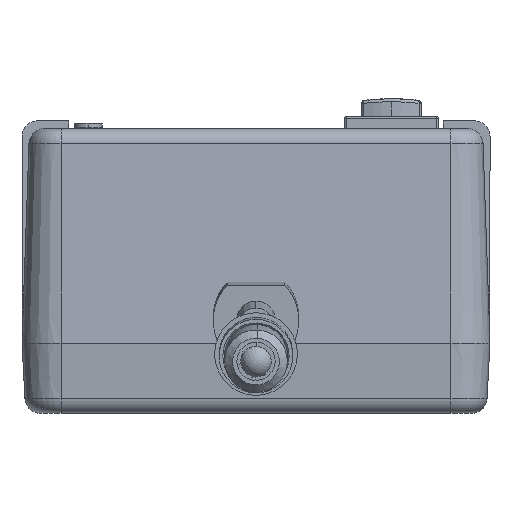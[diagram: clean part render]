
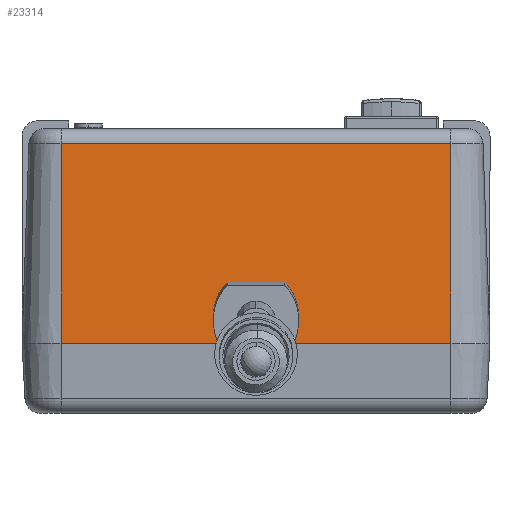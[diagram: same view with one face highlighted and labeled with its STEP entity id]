
A CAD part, left-side view. The second image highlights one B-rep face of the part: STEP entity #23314.
In plain terms, the highlighted planar face has unit normal (-0.999, 0, 0.035).
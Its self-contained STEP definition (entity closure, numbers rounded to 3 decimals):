
#8680 = CARTESIAN_POINT ( 'NONE',  ( -60.325, 31.745, 0. ) ) ;
#9586 = CARTESIAN_POINT ( 'NONE',  ( -60.325, -5.847, 0. ) ) ;
#9616 = CARTESIAN_POINT ( 'NONE',  ( -60.325, -31.745, 0. ) ) ;
#9732 = CARTESIAN_POINT ( 'NONE',  ( -60.325, 5.847, 0. ) ) ;
#9761 = LINE ( 'NONE', #9763, #9771 ) ;
#9763 = CARTESIAN_POINT ( 'NONE',  ( -59.191, 31.745, 32.474 ) ) ;
#9771 = VECTOR ( 'NONE', #10010, 1000. ) ;
#9817 = PLANE ( 'NONE',  #9839 ) ;
#9819 = DIRECTION ( 'NONE',  ( 0., -1., 0. ) ) ;
#9820 = VECTOR ( 'NONE', #9819, 1000. ) ;
#9821 = CARTESIAN_POINT ( 'NONE',  ( -60.325, 31.745, 0. ) ) ;
#9822 = LINE ( 'NONE', #9821, #9820 ) ;
#9824 = DIRECTION ( 'NONE',  ( 0., -1., 0. ) ) ;
#9825 = VECTOR ( 'NONE', #9824, 1000. ) ;
#9834 = CARTESIAN_POINT ( 'NONE',  ( -60.325, 31.745, 0. ) ) ;
#9835 = LINE ( 'NONE', #9834, #9825 ) ;
#9839 = AXIS2_PLACEMENT_3D ( 'NONE', #9919, #9918, #9917 ) ;
#9861 = FACE_OUTER_BOUND ( 'NONE', #23374, .T. ) ;
#9883 = CARTESIAN_POINT ( 'NONE',  ( -59.978, -4.699, 9.938 ) ) ;
#9912 = DIRECTION ( 'NONE',  ( -0.035, 0., -0.999 ) ) ;
#9913 = VECTOR ( 'NONE', #9912, 1000. ) ;
#9914 = CARTESIAN_POINT ( 'NONE',  ( -60.325, -31.745, 0. ) ) ;
#9915 = LINE ( 'NONE', #9914, #9913 ) ;
#9917 = DIRECTION ( 'NONE',  ( 0.035, 0., 0.999 ) ) ;
#9918 = DIRECTION ( 'NONE',  ( -0.999, 0., 0.035 ) ) ;
#9919 = CARTESIAN_POINT ( 'NONE',  ( -60.325, 31.745, 0. ) ) ;
#9991 = CARTESIAN_POINT ( 'NONE',  ( -59.978, 4.699, 9.938 ) ) ;
#9992 = CARTESIAN_POINT ( 'NONE',  ( -60.075, 7.347, 7.149 ) ) ;
#9993 = CARTESIAN_POINT ( 'NONE',  ( -60.209, 7.789, 3.323 ) ) ;
#9994 = CARTESIAN_POINT ( 'NONE',  ( -60.325, 5.847, 0. ) ) ;
#9996 =( BOUNDED_CURVE ( )  B_SPLINE_CURVE ( 3, ( #9994, #9993, #9992, #9991 ),
 .UNSPECIFIED., .F., .T. ) 
 B_SPLINE_CURVE_WITH_KNOTS ( ( 4, 4 ),
 ( 1.041, 2.332 ),
 .UNSPECIFIED. ) 
 CURVE ( )  GEOMETRIC_REPRESENTATION_ITEM ( )  RATIONAL_B_SPLINE_CURVE ( ( 1., 0.866, 0.866, 1. ) ) 
 REPRESENTATION_ITEM ( '' )  );
#10004 = CARTESIAN_POINT ( 'NONE',  ( -59.191, -31.745, 32.474 ) ) ;
#10009 = CARTESIAN_POINT ( 'NONE',  ( -59.191, 31.745, 32.474 ) ) ;
#10010 = DIRECTION ( 'NONE',  ( 0., 1., 0. ) ) ;
#10011 = DIRECTION ( 'NONE',  ( -0.035, 0., -0.999 ) ) ;
#10012 = VECTOR ( 'NONE', #10011, 1000. ) ;
#10013 = CARTESIAN_POINT ( 'NONE',  ( -60.325, 31.745, 0. ) ) ;
#10014 = LINE ( 'NONE', #10013, #10012 ) ;
#10041 = CARTESIAN_POINT ( 'NONE',  ( -59.978, 4.699, 9.938 ) ) ;
#10046 = CARTESIAN_POINT ( 'NONE',  ( -59.978, -4.699, 9.938 ) ) ;
#10047 = CARTESIAN_POINT ( 'NONE',  ( -60.075, -7.347, 7.149 ) ) ;
#10048 = CARTESIAN_POINT ( 'NONE',  ( -60.209, -7.789, 3.323 ) ) ;
#10049 = CARTESIAN_POINT ( 'NONE',  ( -60.325, -5.847, 0. ) ) ;
#10054 =( BOUNDED_CURVE ( )  B_SPLINE_CURVE ( 3, ( #10049, #10048, #10047, #10046 ),
 .UNSPECIFIED., .F., .T. ) 
 B_SPLINE_CURVE_WITH_KNOTS ( ( 4, 4 ),
 ( 1.041, 2.332 ),
 .UNSPECIFIED. ) 
 CURVE ( )  GEOMETRIC_REPRESENTATION_ITEM ( )  RATIONAL_B_SPLINE_CURVE ( ( 1., 0.866, 0.866, 1. ) ) 
 REPRESENTATION_ITEM ( '' )  );
#10085 = LINE ( 'NONE', #10110, #10109 ) ;
#10109 = VECTOR ( 'NONE', #10156, 1000. ) ;
#10110 = CARTESIAN_POINT ( 'NONE',  ( -59.978, -50.022, 9.938 ) ) ;
#10156 = DIRECTION ( 'NONE',  ( 0., 1., 0. ) ) ;
#22863 = VERTEX_POINT ( 'NONE', #8680 ) ;
#23206 = VERTEX_POINT ( 'NONE', #9586 ) ;
#23214 = VERTEX_POINT ( 'NONE', #9616 ) ;
#23255 = VERTEX_POINT ( 'NONE', #9732 ) ;
#23289 = EDGE_CURVE ( 'NONE', #23206, #23214, #9835, .T. ) ;
#23291 = EDGE_CURVE ( 'NONE', #22863, #23255, #9822, .T. ) ;
#23314 = ADVANCED_FACE ( 'NONE', ( #9861 ), #9817, .T. ) ;
#23317 = ORIENTED_EDGE ( 'NONE', *, *, #23407, .F. ) ;
#23318 = EDGE_CURVE ( 'NONE', #23349, #23214, #9915, .T. ) ;
#23320 = VERTEX_POINT ( 'NONE', #9883 ) ;
#23347 = EDGE_CURVE ( 'NONE', #23349, #23362, #9761, .T. ) ;
#23349 = VERTEX_POINT ( 'NONE', #10004 ) ;
#23353 = ORIENTED_EDGE ( 'NONE', *, *, #23291, .T. ) ;
#23355 = ORIENTED_EDGE ( 'NONE', *, *, #23359, .T. ) ;
#23356 = EDGE_CURVE ( 'NONE', #23255, #23367, #9996, .T. ) ;
#23359 = EDGE_CURVE ( 'NONE', #23362, #22863, #10014, .T. ) ;
#23362 = VERTEX_POINT ( 'NONE', #10009 ) ;
#23363 = EDGE_CURVE ( 'NONE', #23206, #23320, #10054, .T. ) ;
#23367 = VERTEX_POINT ( 'NONE', #10041 ) ;
#23374 = EDGE_LOOP ( 'NONE', ( #23317, #23410, #23408, #23413, #23411, #23355, #23353, #23383 ) ) ;
#23383 = ORIENTED_EDGE ( 'NONE', *, *, #23356, .T. ) ;
#23407 = EDGE_CURVE ( 'NONE', #23320, #23367, #10085, .T. ) ;
#23408 = ORIENTED_EDGE ( 'NONE', *, *, #23289, .T. ) ;
#23410 = ORIENTED_EDGE ( 'NONE', *, *, #23363, .F. ) ;
#23411 = ORIENTED_EDGE ( 'NONE', *, *, #23347, .T. ) ;
#23413 = ORIENTED_EDGE ( 'NONE', *, *, #23318, .F. ) ;
